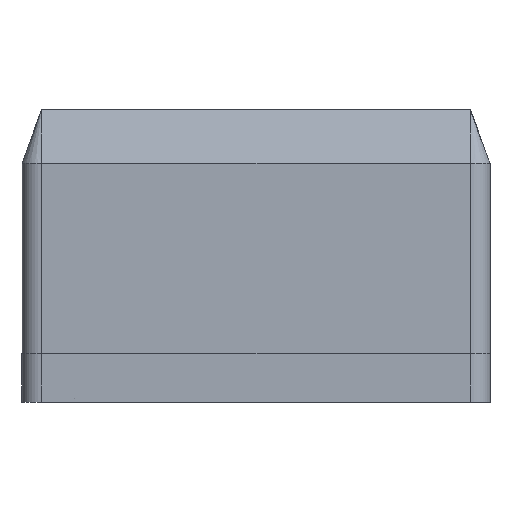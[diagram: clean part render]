
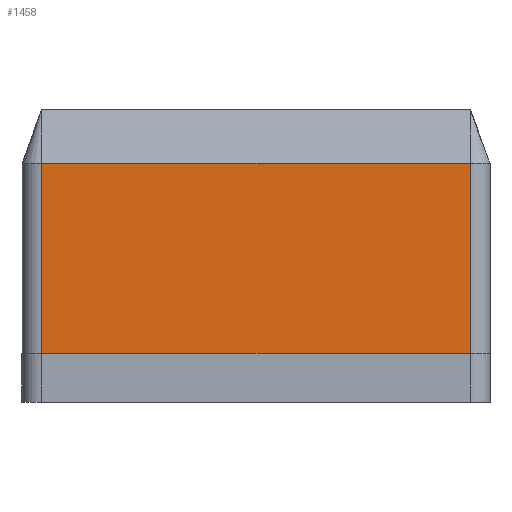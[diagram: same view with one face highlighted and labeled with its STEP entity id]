
A CAD part, left-side view. The second image highlights one B-rep face of the part: STEP entity #1458.
In plain terms, the highlighted planar face has unit normal (-1, 0, 0).
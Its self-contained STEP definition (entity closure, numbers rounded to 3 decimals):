
#5 = CARTESIAN_POINT ( 'NONE',  ( -28.5, -24., 30. ) ) ;
#25 = EDGE_CURVE ( 'NONE', #791, #497, #94, .T. ) ;
#94 = LINE ( 'NONE', #224, #1601 ) ;
#158 = DIRECTION ( 'NONE',  ( 0., 0., 1. ) ) ;
#168 = ORIENTED_EDGE ( 'NONE', *, *, #25, .T. ) ;
#224 = CARTESIAN_POINT ( 'NONE',  ( -28.5, -24., 5. ) ) ;
#235 = EDGE_CURVE ( 'NONE', #1104, #791, #311, .T. ) ;
#311 = LINE ( 'NONE', #1491, #1420 ) ;
#349 = DIRECTION ( 'NONE',  ( 0., 0., -1. ) ) ;
#369 = DIRECTION ( 'NONE',  ( 0., -1., 0. ) ) ;
#497 = VERTEX_POINT ( 'NONE', #817 ) ;
#570 = CARTESIAN_POINT ( 'NONE',  ( -28.5, -24., 24.505 ) ) ;
#748 = ORIENTED_EDGE ( 'NONE', *, *, #235, .T. ) ;
#778 = FACE_OUTER_BOUND ( 'NONE', #1597, .T. ) ;
#791 = VERTEX_POINT ( 'NONE', #1170 ) ;
#800 = AXIS2_PLACEMENT_3D ( 'NONE', #5, #828, #349 ) ;
#817 = CARTESIAN_POINT ( 'NONE',  ( -28.5, -22., 5. ) ) ;
#828 = DIRECTION ( 'NONE',  ( 1., 0., 0. ) ) ;
#839 = EDGE_CURVE ( 'NONE', #497, #1826, #1474, .T. ) ;
#1028 = CARTESIAN_POINT ( 'NONE',  ( -28.5, -22., 30. ) ) ;
#1042 = EDGE_CURVE ( 'NONE', #1826, #1104, #1125, .T. ) ;
#1104 = VERTEX_POINT ( 'NONE', #1862 ) ;
#1125 = LINE ( 'NONE', #570, #1309 ) ;
#1157 = DIRECTION ( 'NONE',  ( 0., 1., 0. ) ) ;
#1170 = CARTESIAN_POINT ( 'NONE',  ( -28.5, 22., 5. ) ) ;
#1223 = PLANE ( 'NONE',  #800 ) ;
#1244 = ORIENTED_EDGE ( 'NONE', *, *, #839, .T. ) ;
#1309 = VECTOR ( 'NONE', #1157, 1000. ) ;
#1362 = VECTOR ( 'NONE', #158, 1000. ) ;
#1420 = VECTOR ( 'NONE', #1614, 1000. ) ;
#1458 = ADVANCED_FACE ( 'NONE', ( #778 ), #1223, .F. ) ;
#1474 = LINE ( 'NONE', #1028, #1362 ) ;
#1491 = CARTESIAN_POINT ( 'NONE',  ( -28.5, 22., 30. ) ) ;
#1597 = EDGE_LOOP ( 'NONE', ( #1244, #1681, #748, #168 ) ) ;
#1601 = VECTOR ( 'NONE', #369, 1000. ) ;
#1614 = DIRECTION ( 'NONE',  ( 0., 0., -1. ) ) ;
#1631 = CARTESIAN_POINT ( 'NONE',  ( -28.5, -22., 24.505 ) ) ;
#1681 = ORIENTED_EDGE ( 'NONE', *, *, #1042, .T. ) ;
#1826 = VERTEX_POINT ( 'NONE', #1631 ) ;
#1862 = CARTESIAN_POINT ( 'NONE',  ( -28.5, 22., 24.505 ) ) ;
